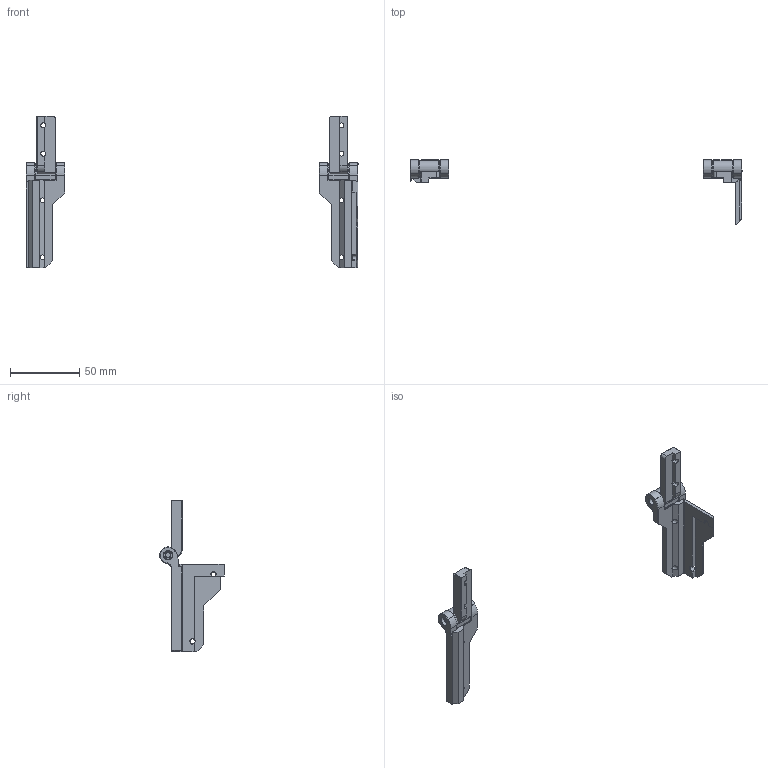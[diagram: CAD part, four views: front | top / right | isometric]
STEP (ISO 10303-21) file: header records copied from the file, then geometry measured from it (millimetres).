
FILE_DESCRIPTION(/* description */ (''),/* implementation_level */ '2;1');
FILE_NAME(/* name */ 'Tophat_Cat_Flap v51.step',/* time_stamp */ '2023-11-21T22:27:37Z',/* author */ (''),/* organization */ (''),/* preprocessor_version */ 'ST-DEVELOPER v20',/* originating_system */ 'Autodesk Translation Framework v12.14.0.127',/* authorisation */ '');
FILE_SCHEMA (('AUTOMOTIVE_DESIGN { 1 0 10303 214 3 1 1 }'));
Length unit declared in the file: millimetre
Products named in the file (8): Tophat_Cat_Flap; Hinge_Top_Right; Hinge_Bottom_Right; Support; Right Top Panel Clip; Hinge_Bottom_Left (7); Support(Mirror) (5); Hinge_Top_Left (6)
Assembly tree (7 placements, depth 3):
  Tophat_Cat_Flap
    Hinge_Top_Right
    Hinge_Bottom_Right
      Support
    Right Top Panel Clip
    Hinge_Bottom_Left (7)
      Support(Mirror) (5)
    Hinge_Top_Left (6)
Bounding box: 238.94 x 46.4 x 109.02 mm (x, y, z)
Volume: 30697.6 mm3; surface area: 21014.6 mm2
Topology: 7 solids, 7 shells, 329 faces, 844 edges, 531 vertices
Faces by surface type: plane 219, cylinder 54, cone 46, bspline 10
Full cylindrical faces by diameter (mm): 3.4 x2, 3.5 x12, 4.7 x2, 6 x2, 6.2 x4
Entity records: 10386 total; most frequent: CARTESIAN_POINT 2153, ORIENTED_EDGE 1688, DIRECTION 1655, EDGE_CURVE 844, LINE 597, VECTOR 597, VERTEX_POINT 531, AXIS2_PLACEMENT_3D 529
